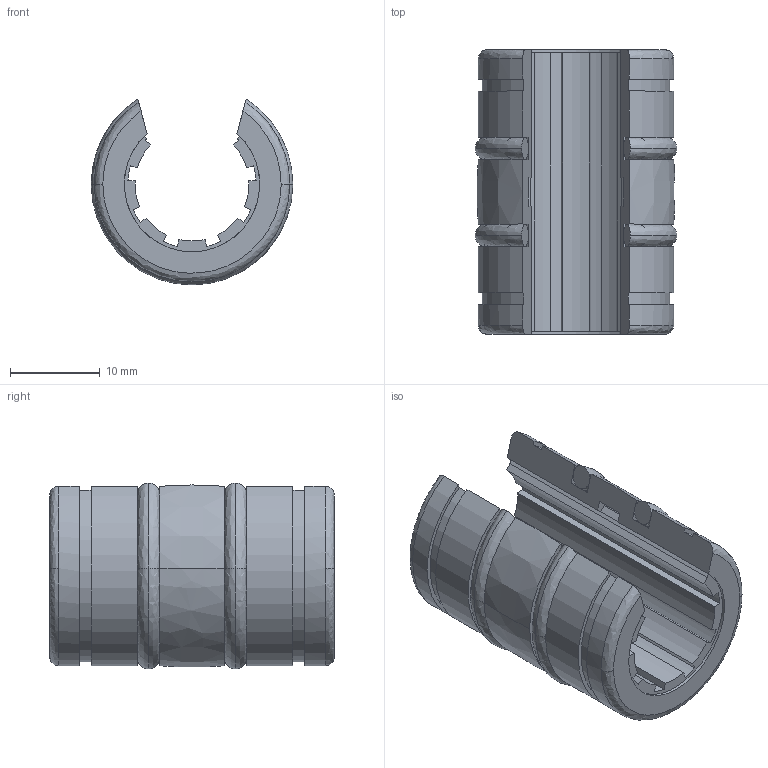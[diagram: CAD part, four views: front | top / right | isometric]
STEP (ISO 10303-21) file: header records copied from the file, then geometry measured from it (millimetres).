
FILE_DESCRIPTION (( 'STEP AP214' ), '1' );
FILE_NAME ('A-OJUI-03-08.step', '2017-11-29T20:21:32', ( '' ), ( '' ), 'SwSTEP 2.0', 'SolidWorks 2017', '' );
FILE_SCHEMA (( 'AUTOMOTIVE_DESIGN' ));
Length unit declared in the file: inch
Products named in the file (1): A-OJUI-03-08
Bounding box: 22.43 x 31.65 x 20.67 mm (x, y, z)
Volume: 5662.5 mm3; surface area: 7341.6 mm2
Topology: 4 solids, 4 shells, 127 faces, 331 edges, 218 vertices
Faces by surface type: plane 67, cylinder 39, bspline 21
Entity records: 6417 total; most frequent: CARTESIAN_POINT 1588, ORIENTED_EDGE 662, DIRECTION 638, EDGE_CURVE 331, AXIS2_PLACEMENT_3D 232, VERTEX_POINT 218, VECTOR 174, LINE 174
